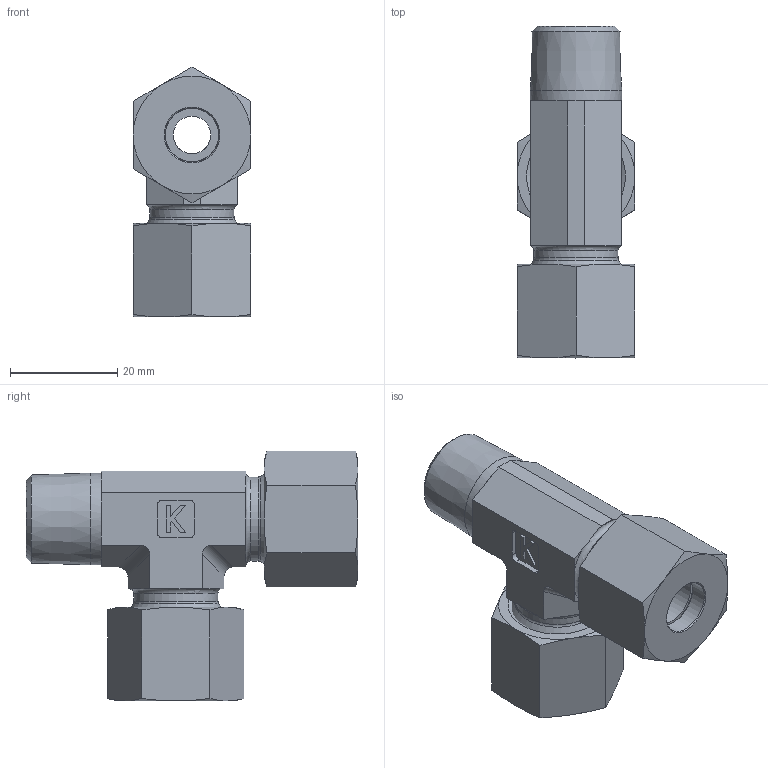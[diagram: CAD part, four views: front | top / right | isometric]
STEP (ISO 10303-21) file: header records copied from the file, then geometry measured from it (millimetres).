
FILE_DESCRIPTION((''),'2;1');
FILE_NAME('2515103818.stp','2014-08-25T11:03:58',(''),('KNOMI spol. s r. o.'),'Autodesk Inventor 2012','Autodesk Inventor 2012','');
FILE_SCHEMA(('AUTOMOTIVE_DESIGN { 1 2 10303 214 0 1 1 1 }'));
Length unit declared in the file: millimetre
Products named in the file (4): TBCR3K 10SRkuž; 40110; 3981018; 2514103818
Assembly tree (5 placements, depth 2):
  TBCR3K 10SRkuž
    40110  x2
    3981018  x2
    2514103818
Bounding box: 22 x 62 x 46.7 mm (x, y, z)
Volume: 22592.8 mm3; surface area: 13028.4 mm2
Topology: 5 solids, 5 shells, 166 faces, 401 edges, 248 vertices
Faces by surface type: plane 84, cone 47, cylinder 29, torus 6
Full cylindrical faces by diameter (mm): 7 x2, 10 x6, 12.3 x2, 14 x2, 15.7 x2, 16.376 x2, 17.131 x1, 18 x2
Entity records: 3910 total; most frequent: CARTESIAN_POINT 764, DIRECTION 624, ORIENTED_EDGE 554, EDGE_CURVE 277, AXIS2_PLACEMENT_3D 243, VERTEX_POINT 191, EDGE_LOOP 178, VECTOR 138
